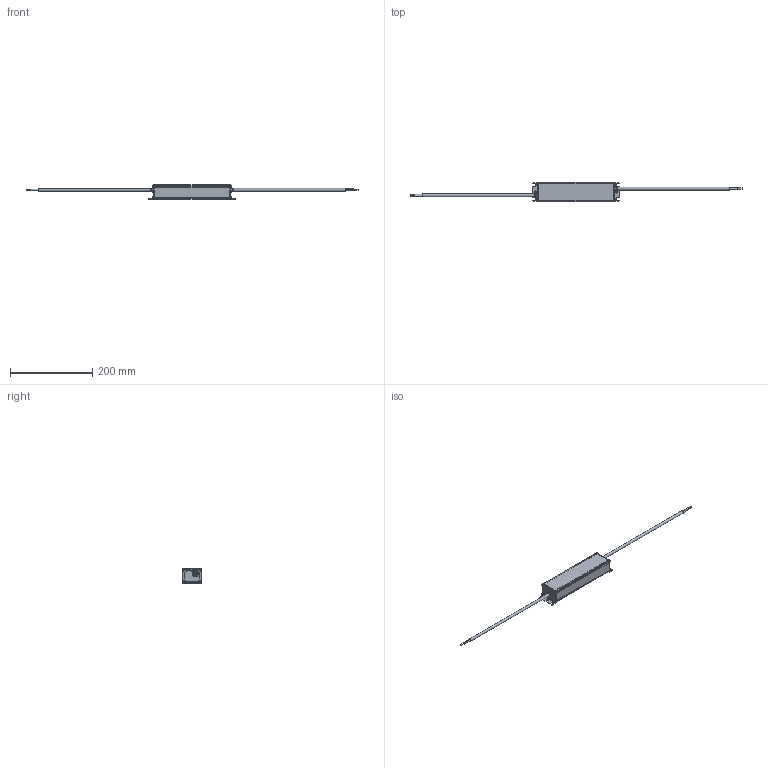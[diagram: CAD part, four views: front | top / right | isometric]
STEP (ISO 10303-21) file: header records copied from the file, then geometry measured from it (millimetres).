
FILE_DESCRIPTION(('STEP AP214'), '1');
FILE_NAME('ﾈﾏﾑ 5011 1', '2022-04-15T12:13:25', (''), (''), 'ASCON STEP Converter 1.6', 'ASCON Math Kernel', '');
FILE_SCHEMA(('AUTOMOTIVE_DESIGN { 1 0 10303 214 3 1 1}'));
Length unit declared in the file: millimetre
Bounding box: 805 x 47 x 35.5 mm (x, y, z)
Volume: 70982.2 mm3; surface area: 84205.8 mm2
Topology: 3 solids, 3 shells, 449 faces, 1207 edges, 784 vertices
Faces by surface type: plane 240, cylinder 127, bspline 32, cone 24, torus 18, sphere 8
Full cylindrical faces by diameter (mm): 1.2 x5, 2.15 x1, 2.4 x5, 3.2 x1, 3.4 x1, 5 x2, 5.6 x8, 6.5 x1, 6.8 x1, 10.2 x2, 10.9 x2, 14 x2
Entity records: 19476 total; most frequent: CARTESIAN_POINT 4648, DIRECTION 2382, ORIENTED_EDGE 2252, EDGE_CURVE 1126, AXIS2_PLACEMENT_3D 890, VERTEX_POINT 784, LINE 602, VECTOR 602
